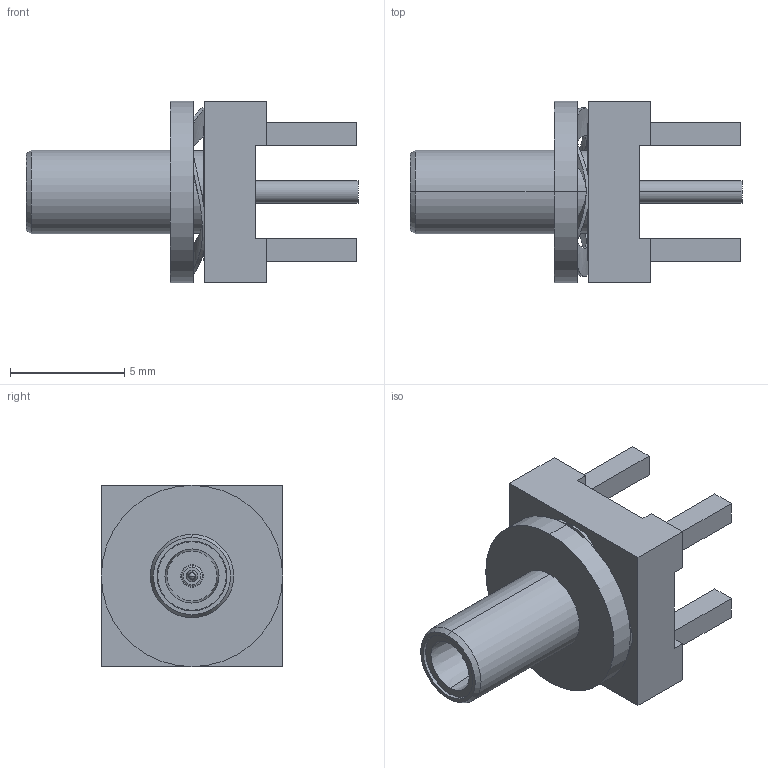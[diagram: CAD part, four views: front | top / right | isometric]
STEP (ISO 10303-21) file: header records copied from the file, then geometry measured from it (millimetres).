
FILE_DESCRIPTION (( 'STEP AP203' ), '1' );
FILE_NAME ('3509-1511-000.STEP', '2012-01-09T16:21:41', ( '' ), ( '' ), 'SwSTEP 2.0', 'SolidWorks 2011', '' );
FILE_SCHEMA (( 'CONFIG_CONTROL_DESIGN' ));
Length unit declared in the file: inch
Products named in the file (1): 3509-1511-000
Bounding box: 14.5 x 7.92 x 7.92 mm (x, y, z)
Volume: 262.5 mm3; surface area: 543.3 mm2
Topology: 1 solids, 1 shells, 115 faces, 295 edges, 191 vertices
Faces by surface type: plane 46, cylinder 31, bspline 28, cone 6, torus 2, sphere 2
Entity records: 5046 total; most frequent: CARTESIAN_POINT 2368, ORIENTED_EDGE 590, DIRECTION 446, EDGE_CURVE 295, VERTEX_POINT 191, AXIS2_PLACEMENT_3D 164, EDGE_LOOP 136, LINE 118
